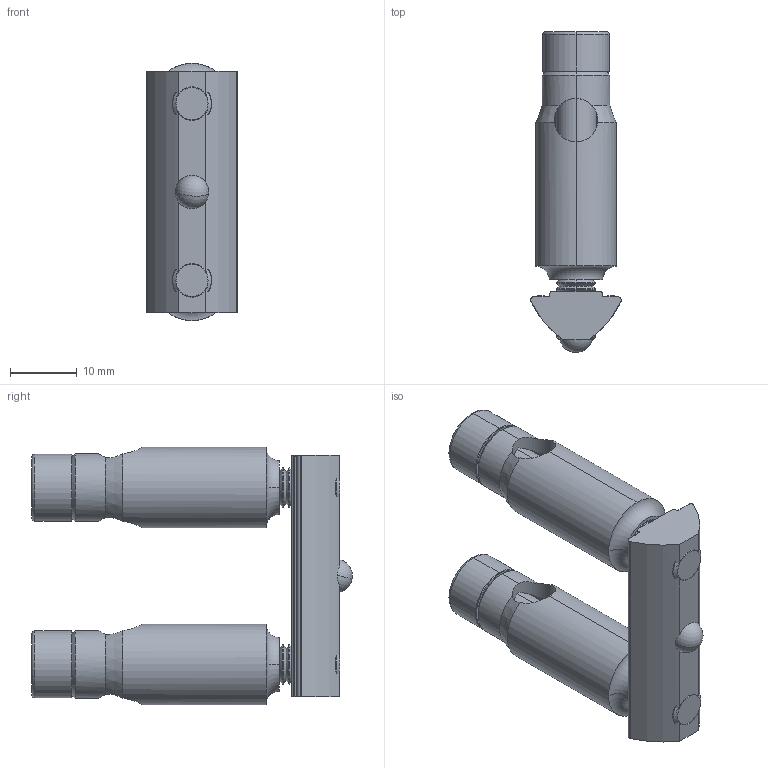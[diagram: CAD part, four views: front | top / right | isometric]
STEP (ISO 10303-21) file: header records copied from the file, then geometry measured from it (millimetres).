
FILE_DESCRIPTION (( 'STEP AP214' ), '1' );
FILE_NAME ('7128083', '2019-01-30T08:45:54', ( '' ), ('JUGARD+KÜNSTNER GmbH'), 'SwSTEP 2.0', 'SolidWorks 2017', '' );
FILE_SCHEMA (( 'AUTOMOTIVE_DESIGN' ));
Length unit declared in the file: millimetre
Products named in the file (1): 7128083
Bounding box: 13.5 x 47.89 x 38.4 mm (x, y, z)
Volume: 9205.5 mm3; surface area: 7825.3 mm2
Topology: 7 solids, 7 shells, 357 faces, 832 edges, 485 vertices
Faces by surface type: cone 136, plane 96, torus 78, cylinder 43, sphere 2, bspline 2
Entity records: 11393 total; most frequent: CARTESIAN_POINT 2997, DIRECTION 1879, ORIENTED_EDGE 1654, EDGE_CURVE 827, AXIS2_PLACEMENT_3D 762, VERTEX_POINT 482, CIRCLE 406, EDGE_LOOP 375
